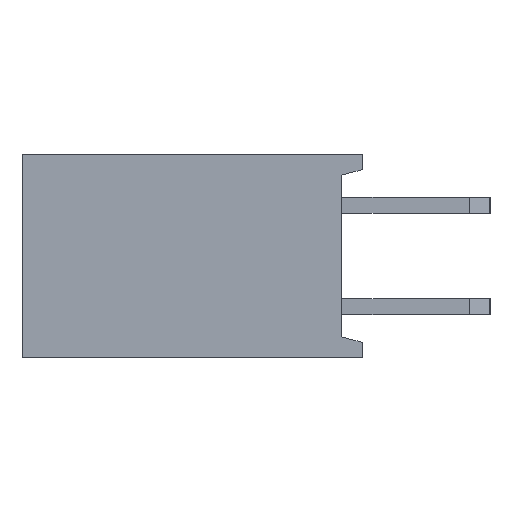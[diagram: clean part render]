
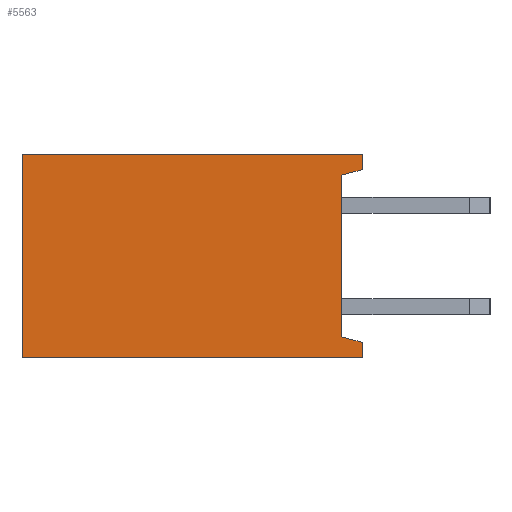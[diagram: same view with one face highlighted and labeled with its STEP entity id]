
A CAD part, left-side view. The second image highlights one B-rep face of the part: STEP entity #5563.
In plain terms, the highlighted planar face has unit normal (-1, 0, 0).
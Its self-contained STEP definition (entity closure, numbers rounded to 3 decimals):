
#147 = CARTESIAN_POINT ( 'NONE',  ( -21.844, 0.508, 2.023 ) ) ;
#222 = CARTESIAN_POINT ( 'NONE',  ( -21.844, 8.509, 2.54 ) ) ;
#269 = LINE ( 'NONE', #8169, #13348 ) ;
#531 = PLANE ( 'NONE',  #5375 ) ;
#718 = VECTOR ( 'NONE', #13589, 1000. ) ;
#749 = DIRECTION ( 'NONE',  ( 0., 0., 1. ) ) ;
#1409 = DIRECTION ( 'NONE',  ( -1., 0., 0. ) ) ;
#2234 = EDGE_CURVE ( 'NONE', #2730, #9133, #6619, .T. ) ;
#2538 = EDGE_CURVE ( 'NONE', #5865, #2730, #5567, .T. ) ;
#2689 = LINE ( 'NONE', #12756, #5926 ) ;
#2730 = VERTEX_POINT ( 'NONE', #147 ) ;
#2854 = VECTOR ( 'NONE', #8851, 1000. ) ;
#3100 = VERTEX_POINT ( 'NONE', #5676 ) ;
#3242 = VECTOR ( 'NONE', #7858, 1000. ) ;
#3332 = CARTESIAN_POINT ( 'NONE',  ( -21.844, 0.508, 2.023 ) ) ;
#3729 = ORIENTED_EDGE ( 'NONE', *, *, #9911, .T. ) ;
#3927 = VECTOR ( 'NONE', #11341, 1000. ) ;
#4029 = EDGE_CURVE ( 'NONE', #6890, #9928, #10236, .T. ) ;
#5375 = AXIS2_PLACEMENT_3D ( 'NONE', #9292, #1409, #11485 ) ;
#5500 = DIRECTION ( 'NONE',  ( 0., 0., 1. ) ) ;
#5563 = ADVANCED_FACE ( 'NONE', ( #12797 ), #531, .T. ) ;
#5567 = LINE ( 'NONE', #10022, #8611 ) ;
#5676 = CARTESIAN_POINT ( 'NONE',  ( -21.844, 0., -2.54 ) ) ;
#5865 = VERTEX_POINT ( 'NONE', #8846 ) ;
#5926 = VECTOR ( 'NONE', #7135, 1000. ) ;
#6619 = LINE ( 'NONE', #3332, #3242 ) ;
#6724 = CARTESIAN_POINT ( 'NONE',  ( -21.844, 0., -2.159 ) ) ;
#6857 = DIRECTION ( 'NONE',  ( 0., 0., 1. ) ) ;
#6890 = VERTEX_POINT ( 'NONE', #9729 ) ;
#7121 = EDGE_CURVE ( 'NONE', #11913, #5865, #7831, .T. ) ;
#7135 = DIRECTION ( 'NONE',  ( 0., -1., 0. ) ) ;
#7330 = ORIENTED_EDGE ( 'NONE', *, *, #9165, .T. ) ;
#7547 = LINE ( 'NONE', #9593, #11269 ) ;
#7579 = EDGE_CURVE ( 'NONE', #3100, #11913, #269, .T. ) ;
#7819 = ORIENTED_EDGE ( 'NONE', *, *, #4029, .T. ) ;
#7831 = LINE ( 'NONE', #6724, #2854 ) ;
#7858 = DIRECTION ( 'NONE',  ( 0., -0.966, 0.259 ) ) ;
#8060 = CARTESIAN_POINT ( 'NONE',  ( -21.844, 0., 2.54 ) ) ;
#8169 = CARTESIAN_POINT ( 'NONE',  ( -21.844, 0., -2.54 ) ) ;
#8611 = VECTOR ( 'NONE', #5500, 1000. ) ;
#8846 = CARTESIAN_POINT ( 'NONE',  ( -21.844, 0.508, -2.023 ) ) ;
#8851 = DIRECTION ( 'NONE',  ( 0., 0.966, 0.259 ) ) ;
#8887 = ORIENTED_EDGE ( 'NONE', *, *, #12356, .T. ) ;
#9133 = VERTEX_POINT ( 'NONE', #11845 ) ;
#9165 = EDGE_CURVE ( 'NONE', #9133, #13740, #7547, .T. ) ;
#9292 = CARTESIAN_POINT ( 'NONE',  ( -21.844, 0., 0. ) ) ;
#9593 = CARTESIAN_POINT ( 'NONE',  ( -21.844, 0., 2.159 ) ) ;
#9641 = ORIENTED_EDGE ( 'NONE', *, *, #2234, .T. ) ;
#9729 = CARTESIAN_POINT ( 'NONE',  ( -21.844, 8.509, 2.54 ) ) ;
#9902 = CARTESIAN_POINT ( 'NONE',  ( -21.844, 8.509, -2.54 ) ) ;
#9911 = EDGE_CURVE ( 'NONE', #9928, #3100, #2689, .T. ) ;
#9928 = VERTEX_POINT ( 'NONE', #9902 ) ;
#10022 = CARTESIAN_POINT ( 'NONE',  ( -21.844, 0.508, -2.023 ) ) ;
#10236 = LINE ( 'NONE', #222, #718 ) ;
#10398 = ORIENTED_EDGE ( 'NONE', *, *, #7121, .T. ) ;
#11269 = VECTOR ( 'NONE', #749, 1000. ) ;
#11341 = DIRECTION ( 'NONE',  ( 0., 1., 0. ) ) ;
#11485 = DIRECTION ( 'NONE',  ( 0., 0., 1. ) ) ;
#11598 = EDGE_LOOP ( 'NONE', ( #8887, #7819, #3729, #13144, #10398, #12032, #9641, #7330 ) ) ;
#11845 = CARTESIAN_POINT ( 'NONE',  ( -21.844, 0., 2.159 ) ) ;
#11913 = VERTEX_POINT ( 'NONE', #13127 ) ;
#12032 = ORIENTED_EDGE ( 'NONE', *, *, #2538, .T. ) ;
#12356 = EDGE_CURVE ( 'NONE', #13740, #6890, #12504, .T. ) ;
#12504 = LINE ( 'NONE', #8060, #3927 ) ;
#12756 = CARTESIAN_POINT ( 'NONE',  ( -21.844, 8.509, -2.54 ) ) ;
#12797 = FACE_OUTER_BOUND ( 'NONE', #11598, .T. ) ;
#12877 = CARTESIAN_POINT ( 'NONE',  ( -21.844, 0., 2.54 ) ) ;
#13127 = CARTESIAN_POINT ( 'NONE',  ( -21.844, 0., -2.159 ) ) ;
#13144 = ORIENTED_EDGE ( 'NONE', *, *, #7579, .T. ) ;
#13348 = VECTOR ( 'NONE', #6857, 1000. ) ;
#13589 = DIRECTION ( 'NONE',  ( 0., 0., -1. ) ) ;
#13740 = VERTEX_POINT ( 'NONE', #12877 ) ;
